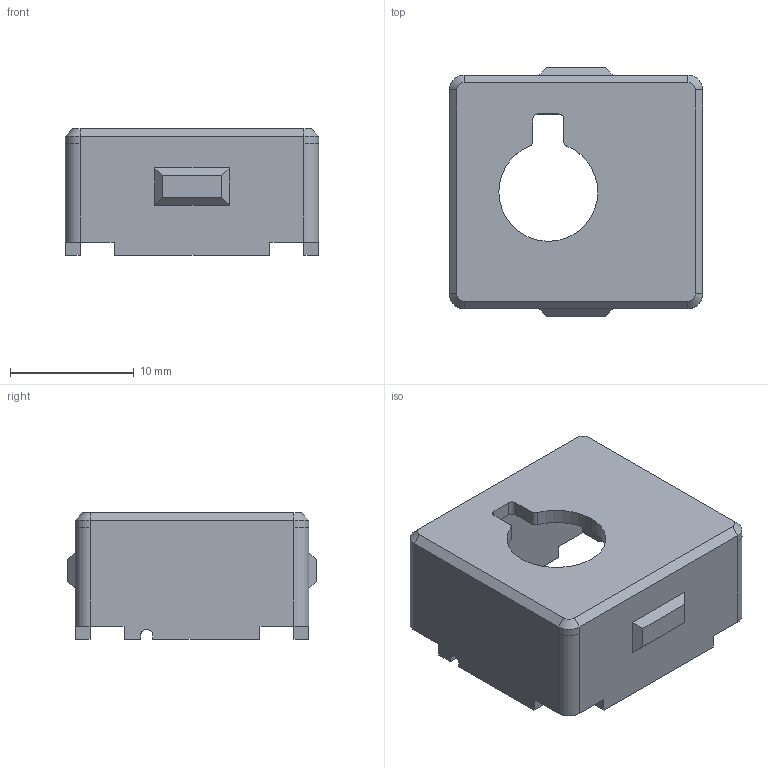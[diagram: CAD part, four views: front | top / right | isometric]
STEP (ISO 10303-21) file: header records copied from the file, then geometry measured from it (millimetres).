
FILE_DESCRIPTION (( 'STEP AP214' ), '1' );
FILE_NAME ('enclosure_V2_upper.STEP', '2024-10-21T00:09:00', ( '' ), ( '' ), 'SwSTEP 2.0', 'SolidWorks 2024', '' );
FILE_SCHEMA (( 'AUTOMOTIVE_DESIGN' ));
Length unit declared in the file: millimetre
Products named in the file (2): upper; enclosure_V2_upper
Assembly tree (1 placements, depth 2):
  enclosure_V2_upper
    upper
Bounding box: 20.5 x 20.1 x 10.23 mm (x, y, z)
Volume: 1145.8 mm3; surface area: 2024.9 mm2
Topology: 1 solids, 1 shells, 73 faces, 199 edges, 130 vertices
Faces by surface type: plane 49, cylinder 17, cone 4, bspline 3
Entity records: 2396 total; most frequent: CARTESIAN_POINT 481, ORIENTED_EDGE 398, DIRECTION 375, EDGE_CURVE 199, LINE 159, VECTOR 159, VERTEX_POINT 130, AXIS2_PLACEMENT_3D 108
